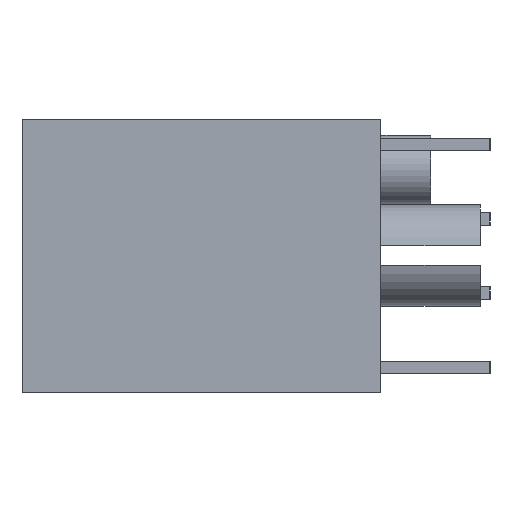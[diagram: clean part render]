
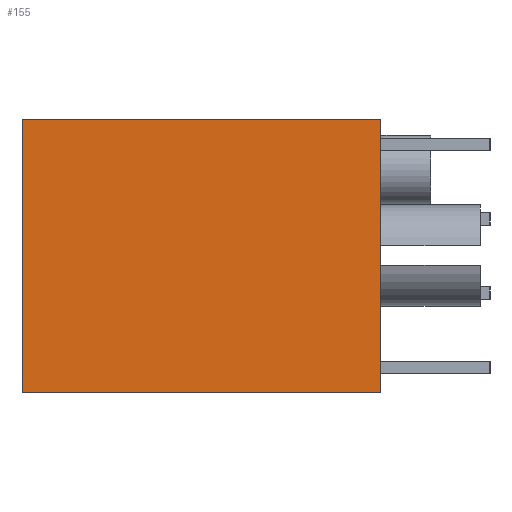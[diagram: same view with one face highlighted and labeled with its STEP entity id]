
A CAD part, left-side view. The second image highlights one B-rep face of the part: STEP entity #155.
In plain terms, the highlighted planar face has unit normal (-1, 0, 0).
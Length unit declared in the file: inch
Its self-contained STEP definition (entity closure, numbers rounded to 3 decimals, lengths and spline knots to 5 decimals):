
#155 = ADVANCED_FACE( '', ( #364 ), #365, .T. );
#364 = FACE_OUTER_BOUND( '', #746, .T. );
#365 = PLANE( '', #747 );
#746 = EDGE_LOOP( '', ( #1423, #1424, #1425, #1426 ) );
#747 = AXIS2_PLACEMENT_3D( '', #1427, #1428, #1429 );
#1423 = ORIENTED_EDGE( '', *, *, #2142, .T. );
#1424 = ORIENTED_EDGE( '', *, *, #2131, .F. );
#1425 = ORIENTED_EDGE( '', *, *, #2135, .F. );
#1426 = ORIENTED_EDGE( '', *, *, #2143, .T. );
#1427 = CARTESIAN_POINT( '', ( -0.8495, 0.181, -0.1375 ) );
#1428 = DIRECTION( '', ( -1., 0., 0. ) );
#1429 = DIRECTION( '', ( 0., 0., 1. ) );
#2131 = EDGE_CURVE( '', #2629, #2624, #2631, .T. );
#2135 = EDGE_CURVE( '', #2637, #2629, #2639, .T. );
#2142 = EDGE_CURVE( '', #2649, #2624, #2650, .T. );
#2143 = EDGE_CURVE( '', #2637, #2649, #2651, .T. );
#2624 = VERTEX_POINT( '', #3568 );
#2629 = VERTEX_POINT( '', #3576 );
#2631 = LINE( '', #3579, #3580 );
#2637 = VERTEX_POINT( '', #3586 );
#2639 = LINE( '', #3589, #3590 );
#2649 = VERTEX_POINT( '', #3606 );
#2650 = LINE( '', #3607, #3608 );
#2651 = LINE( '', #3609, #3610 );
#3568 = CARTESIAN_POINT( '', ( -0.8495, -0.181, 0.1375 ) );
#3576 = CARTESIAN_POINT( '', ( -0.8495, 0.181, 0.1375 ) );
#3579 = CARTESIAN_POINT( '', ( -0.8495, 0.181, 0.1375 ) );
#3580 = VECTOR( '', #4016, 39.37008 );
#3586 = CARTESIAN_POINT( '', ( -0.8495, 0.181, -0.1375 ) );
#3589 = CARTESIAN_POINT( '', ( -0.8495, 0.181, -0.1375 ) );
#3590 = VECTOR( '', #4024, 39.37008 );
#3606 = CARTESIAN_POINT( '', ( -0.8495, -0.181, -0.1375 ) );
#3607 = CARTESIAN_POINT( '', ( -0.8495, -0.181, -0.1375 ) );
#3608 = VECTOR( '', #4031, 39.37008 );
#3609 = CARTESIAN_POINT( '', ( -0.8495, 0.181, -0.1375 ) );
#3610 = VECTOR( '', #4032, 39.37008 );
#4016 = DIRECTION( '', ( 0., -1., 0. ) );
#4024 = DIRECTION( '', ( 0., 0., 1. ) );
#4031 = DIRECTION( '', ( 0., 0., 1. ) );
#4032 = DIRECTION( '', ( 0., -1., 0. ) );
